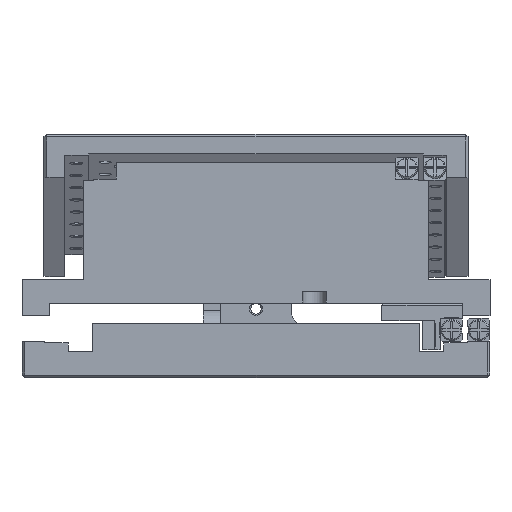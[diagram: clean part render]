
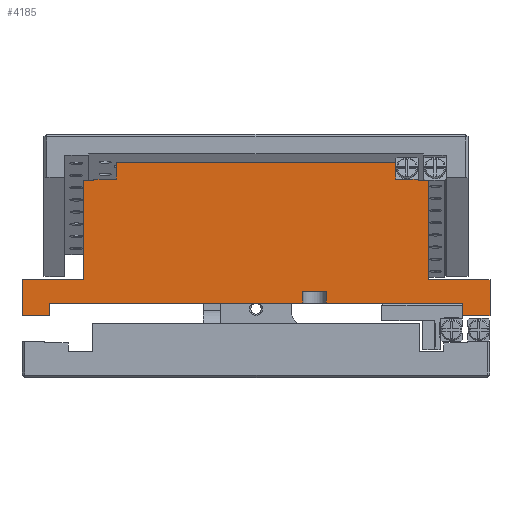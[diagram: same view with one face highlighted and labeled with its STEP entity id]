
A CAD part, left-side view. The second image highlights one B-rep face of the part: STEP entity #4185.
In plain terms, the highlighted face is planar.
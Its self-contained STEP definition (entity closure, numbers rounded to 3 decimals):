
#4185=ADVANCED_FACE('',(#5536),#5143,.T.);
#5143=PLANE('',#17870);
#5536=FACE_OUTER_BOUND('',#6299,.T.);
#6299=EDGE_LOOP('',(#9109,#9110,#9111,#9112,#9113,#9114,#9115,#9116,#9117,
#9118,#9119,#9120,#9121,#9122,#9123,#9124,#9125,#9126,#9127,#9128,#9129,
#9130,#9131,#9132));
#9109=ORIENTED_EDGE('',*,*,#14135,.F.);
#9110=ORIENTED_EDGE('',*,*,#14136,.T.);
#9111=ORIENTED_EDGE('',*,*,#14067,.T.);
#9112=ORIENTED_EDGE('',*,*,#14137,.T.);
#9113=ORIENTED_EDGE('',*,*,#14138,.T.);
#9114=ORIENTED_EDGE('',*,*,#14139,.T.);
#9115=ORIENTED_EDGE('',*,*,#14140,.T.);
#9116=ORIENTED_EDGE('',*,*,#14141,.T.);
#9117=ORIENTED_EDGE('',*,*,#14142,.T.);
#9118=ORIENTED_EDGE('',*,*,#14143,.F.);
#9119=ORIENTED_EDGE('',*,*,#14144,.T.);
#9120=ORIENTED_EDGE('',*,*,#14145,.F.);
#9121=ORIENTED_EDGE('',*,*,#14146,.T.);
#9122=ORIENTED_EDGE('',*,*,#14147,.T.);
#9123=ORIENTED_EDGE('',*,*,#14148,.T.);
#9124=ORIENTED_EDGE('',*,*,#14149,.T.);
#9125=ORIENTED_EDGE('',*,*,#14150,.T.);
#9126=ORIENTED_EDGE('',*,*,#14151,.F.);
#9127=ORIENTED_EDGE('',*,*,#14152,.T.);
#9128=ORIENTED_EDGE('',*,*,#14153,.T.);
#9129=ORIENTED_EDGE('',*,*,#14154,.T.);
#9130=ORIENTED_EDGE('',*,*,#14155,.T.);
#9131=ORIENTED_EDGE('',*,*,#14103,.T.);
#9132=ORIENTED_EDGE('',*,*,#14156,.F.);
#12299=VERTEX_POINT('',#25760);
#12300=VERTEX_POINT('',#25762);
#12335=VERTEX_POINT('',#25929);
#12336=VERTEX_POINT('',#25931);
#12359=VERTEX_POINT('',#25993);
#12360=VERTEX_POINT('',#25994);
#12361=VERTEX_POINT('',#25997);
#12362=VERTEX_POINT('',#25999);
#12363=VERTEX_POINT('',#26001);
#12364=VERTEX_POINT('',#26003);
#12365=VERTEX_POINT('',#26005);
#12366=VERTEX_POINT('',#26007);
#12367=VERTEX_POINT('',#26009);
#12368=VERTEX_POINT('',#26011);
#12369=VERTEX_POINT('',#26013);
#12370=VERTEX_POINT('',#26015);
#12371=VERTEX_POINT('',#26017);
#12372=VERTEX_POINT('',#26019);
#12373=VERTEX_POINT('',#26021);
#12374=VERTEX_POINT('',#26023);
#12375=VERTEX_POINT('',#26025);
#12376=VERTEX_POINT('',#26027);
#12377=VERTEX_POINT('',#26029);
#12378=VERTEX_POINT('',#26031);
#14067=EDGE_CURVE('',#12300,#12299,#15792,.T.);
#14103=EDGE_CURVE('',#12336,#12335,#15799,.T.);
#14135=EDGE_CURVE('',#12359,#12360,#15824,.T.);
#14136=EDGE_CURVE('',#12359,#12300,#15825,.T.);
#14137=EDGE_CURVE('',#12299,#12361,#15826,.T.);
#14138=EDGE_CURVE('',#12361,#12362,#15827,.T.);
#14139=EDGE_CURVE('',#12362,#12363,#15828,.T.);
#14140=EDGE_CURVE('',#12363,#12364,#15829,.T.);
#14141=EDGE_CURVE('',#12364,#12365,#15830,.T.);
#14142=EDGE_CURVE('',#12365,#12366,#15831,.T.);
#14143=EDGE_CURVE('',#12367,#12366,#15832,.T.);
#14144=EDGE_CURVE('',#12367,#12368,#15833,.T.);
#14145=EDGE_CURVE('',#12369,#12368,#15834,.T.);
#14146=EDGE_CURVE('',#12369,#12370,#15835,.T.);
#14147=EDGE_CURVE('',#12370,#12371,#15836,.T.);
#14148=EDGE_CURVE('',#12371,#12372,#15837,.T.);
#14149=EDGE_CURVE('',#12372,#12373,#15838,.T.);
#14150=EDGE_CURVE('',#12373,#12374,#15839,.T.);
#14151=EDGE_CURVE('',#12375,#12374,#15840,.T.);
#14152=EDGE_CURVE('',#12375,#12376,#15841,.T.);
#14153=EDGE_CURVE('',#12376,#12377,#15842,.T.);
#14154=EDGE_CURVE('',#12377,#12378,#15843,.T.);
#14155=EDGE_CURVE('',#12378,#12336,#15844,.T.);
#14156=EDGE_CURVE('',#12360,#12335,#15845,.T.);
#15792=LINE('',#25761,#16716);
#15799=LINE('',#25930,#16723);
#15824=LINE('',#25992,#16748);
#15825=LINE('',#25995,#16749);
#15826=LINE('',#25996,#16750);
#15827=LINE('',#25998,#16751);
#15828=LINE('',#26000,#16752);
#15829=LINE('',#26002,#16753);
#15830=LINE('',#26004,#16754);
#15831=LINE('',#26006,#16755);
#15832=LINE('',#26008,#16756);
#15833=LINE('',#26010,#16757);
#15834=LINE('',#26012,#16758);
#15835=LINE('',#26014,#16759);
#15836=LINE('',#26016,#16760);
#15837=LINE('',#26018,#16761);
#15838=LINE('',#26020,#16762);
#15839=LINE('',#26022,#16763);
#15840=LINE('',#26024,#16764);
#15841=LINE('',#26026,#16765);
#15842=LINE('',#26028,#16766);
#15843=LINE('',#26030,#16767);
#15844=LINE('',#26032,#16768);
#15845=LINE('',#26033,#16769);
#16716=VECTOR('',#20727,1.);
#16723=VECTOR('',#20778,1.);
#16748=VECTOR('',#20831,1.);
#16749=VECTOR('',#20832,1.);
#16750=VECTOR('',#20833,1.);
#16751=VECTOR('',#20834,1.);
#16752=VECTOR('',#20835,1.);
#16753=VECTOR('',#20836,1.);
#16754=VECTOR('',#20837,1.);
#16755=VECTOR('',#20838,1.);
#16756=VECTOR('',#20839,1.);
#16757=VECTOR('',#20840,1.);
#16758=VECTOR('',#20841,1.);
#16759=VECTOR('',#20842,1.);
#16760=VECTOR('',#20843,1.);
#16761=VECTOR('',#20844,1.);
#16762=VECTOR('',#20845,1.);
#16763=VECTOR('',#20846,1.);
#16764=VECTOR('',#20847,1.);
#16765=VECTOR('',#20848,1.);
#16766=VECTOR('',#20849,1.);
#16767=VECTOR('',#20850,1.);
#16768=VECTOR('',#20851,1.);
#16769=VECTOR('',#20852,1.);
#17870=AXIS2_PLACEMENT_3D('',#26034,#20853,#20854);
#20727=DIRECTION('',(1.,0.,0.));
#20778=DIRECTION('',(1.,0.,0.));
#20831=DIRECTION('',(-1.,0.,0.));
#20832=DIRECTION('',(0.,0.,-1.));
#20833=DIRECTION('',(0.,0.,-1.));
#20834=DIRECTION('',(1.,0.,0.));
#20835=DIRECTION('',(0.,0.,1.));
#20836=DIRECTION('',(-1.,0.,0.));
#20837=DIRECTION('',(0.,0.,1.));
#20838=DIRECTION('',(-1.,0.,0.));
#20839=DIRECTION('',(0.,0.,-1.));
#20840=DIRECTION('',(-1.,0.,0.));
#20841=DIRECTION('',(0.,0.,-1.));
#20842=DIRECTION('',(-1.,0.,0.));
#20843=DIRECTION('',(0.,0.,-1.));
#20844=DIRECTION('',(-1.,0.,0.));
#20845=DIRECTION('',(0.,0.,-1.));
#20846=DIRECTION('',(-1.,0.,0.));
#20847=DIRECTION('',(0.,0.,1.));
#20848=DIRECTION('',(-1.,0.,0.));
#20849=DIRECTION('',(0.,0.,-1.));
#20850=DIRECTION('',(1.,0.,0.));
#20851=DIRECTION('',(0.,0.,1.));
#20852=DIRECTION('',(0.,0.,-1.));
#20853=DIRECTION('',(0.,-1.,0.));
#20854=DIRECTION('',(0.,0.,-1.));
#25760=CARTESIAN_POINT('',(35.3,-40.,-4.));
#25761=CARTESIAN_POINT('',(-35.3,-40.,-4.));
#25762=CARTESIAN_POINT('',(12.,-40.,-4.));
#25929=CARTESIAN_POINT('',(8.,-40.,-4.));
#25930=CARTESIAN_POINT('',(-35.3,-40.,-4.));
#25931=CARTESIAN_POINT('',(-35.3,-40.,-4.));
#25992=CARTESIAN_POINT('',(12.,-40.,-2.));
#25993=CARTESIAN_POINT('',(12.,-40.,-2.));
#25994=CARTESIAN_POINT('',(8.,-40.,-2.));
#25995=CARTESIAN_POINT('',(12.,-40.,-2.));
#25996=CARTESIAN_POINT('',(35.3,-40.,-4.));
#25997=CARTESIAN_POINT('',(35.3,-40.,-6.2));
#25998=CARTESIAN_POINT('',(35.3,-40.,-6.2));
#25999=CARTESIAN_POINT('',(40.,-40.,-6.2));
#26000=CARTESIAN_POINT('',(40.,-40.,-6.2));
#26001=CARTESIAN_POINT('',(40.,-40.,0.));
#26002=CARTESIAN_POINT('',(40.,-40.,0.));
#26003=CARTESIAN_POINT('',(29.5,-40.,0.));
#26004=CARTESIAN_POINT('',(29.5,-40.,0.));
#26005=CARTESIAN_POINT('',(29.5,-40.,17.005));
#26006=CARTESIAN_POINT('',(29.5,-40.,17.005));
#26007=CARTESIAN_POINT('',(27.7,-40.,17.005));
#26008=CARTESIAN_POINT('',(27.7,-40.,17.205));
#26009=CARTESIAN_POINT('',(27.7,-40.,17.205));
#26010=CARTESIAN_POINT('',(27.7,-40.,17.205));
#26011=CARTESIAN_POINT('',(23.9,-40.,17.205));
#26012=CARTESIAN_POINT('',(23.9,-40.,20.005));
#26013=CARTESIAN_POINT('',(23.9,-40.,20.005));
#26014=CARTESIAN_POINT('',(23.9,-40.,20.005));
#26015=CARTESIAN_POINT('',(-23.9,-40.,20.005));
#26016=CARTESIAN_POINT('',(-23.9,-40.,20.005));
#26017=CARTESIAN_POINT('',(-23.9,-40.,17.205));
#26018=CARTESIAN_POINT('',(27.7,-40.,17.205));
#26019=CARTESIAN_POINT('',(-27.7,-40.,17.205));
#26020=CARTESIAN_POINT('',(-27.7,-40.,17.205));
#26021=CARTESIAN_POINT('',(-27.7,-40.,17.005));
#26022=CARTESIAN_POINT('',(29.5,-40.,17.005));
#26023=CARTESIAN_POINT('',(-29.5,-40.,17.005));
#26024=CARTESIAN_POINT('',(-29.5,-40.,0.));
#26025=CARTESIAN_POINT('',(-29.5,-40.,0.));
#26026=CARTESIAN_POINT('',(40.,-40.,0.));
#26027=CARTESIAN_POINT('',(-40.,-40.,0.));
#26028=CARTESIAN_POINT('',(-40.,-40.,0.));
#26029=CARTESIAN_POINT('',(-40.,-40.,-6.2));
#26030=CARTESIAN_POINT('',(-40.,-40.,-6.2));
#26031=CARTESIAN_POINT('',(-35.3,-40.,-6.2));
#26032=CARTESIAN_POINT('',(-35.3,-40.,-6.2));
#26033=CARTESIAN_POINT('',(8.,-40.,-2.));
#26034=CARTESIAN_POINT('',(0.,-40.,0.));
